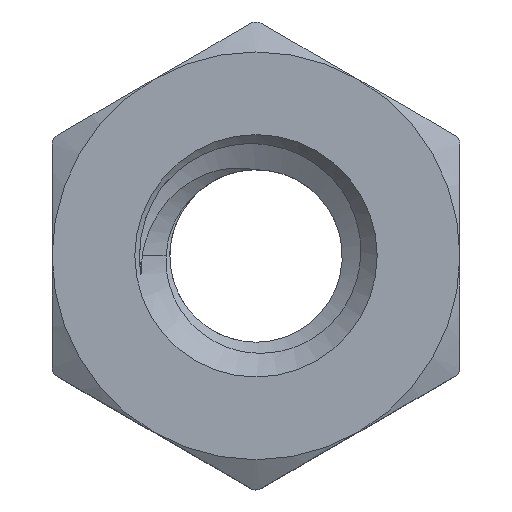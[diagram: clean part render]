
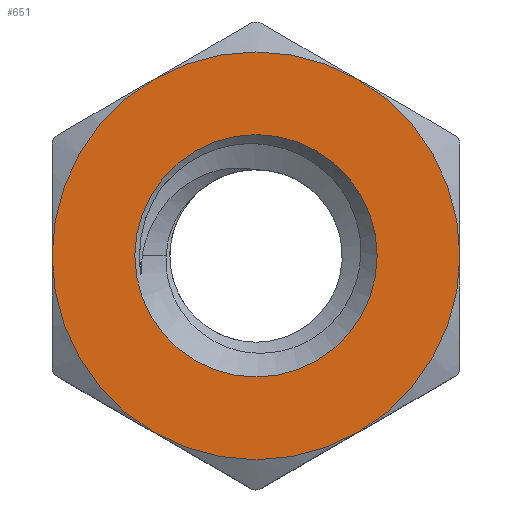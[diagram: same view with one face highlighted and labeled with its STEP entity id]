
A CAD part, top view. The second image highlights one B-rep face of the part: STEP entity #651.
In plain terms, the highlighted planar face has unit normal (0, 0, 1).
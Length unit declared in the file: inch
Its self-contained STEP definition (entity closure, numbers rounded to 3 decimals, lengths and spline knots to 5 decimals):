
#18=FACE_BOUND('',#131,.T.);
#26=PLANE('',#718);
#89=FACE_OUTER_BOUND('',#130,.T.);
#130=EDGE_LOOP('',(#510,#511,#512,#513,#514,#515));
#131=EDGE_LOOP('',(#516));
#159=CIRCLE('',#703,0.13);
#166=CIRCLE('',#719,0.21875);
#167=CIRCLE('',#720,0.21875);
#168=CIRCLE('',#721,0.21875);
#169=CIRCLE('',#722,0.21875);
#170=CIRCLE('',#723,0.21875);
#171=CIRCLE('',#724,0.21875);
#275=VERTEX_POINT('',#1333);
#283=VERTEX_POINT('',#1464);
#289=VERTEX_POINT('',#1489);
#293=VERTEX_POINT('',#1504);
#298=VERTEX_POINT('',#1524);
#303=VERTEX_POINT('',#1544);
#308=VERTEX_POINT('',#1564);
#348=EDGE_CURVE('',#275,#275,#159,.T.);
#394=EDGE_CURVE('',#303,#308,#166,.T.);
#395=EDGE_CURVE('',#308,#283,#167,.T.);
#396=EDGE_CURVE('',#283,#289,#168,.T.);
#397=EDGE_CURVE('',#289,#293,#169,.T.);
#398=EDGE_CURVE('',#293,#298,#170,.T.);
#399=EDGE_CURVE('',#298,#303,#171,.T.);
#510=ORIENTED_EDGE('',*,*,#394,.T.);
#511=ORIENTED_EDGE('',*,*,#395,.T.);
#512=ORIENTED_EDGE('',*,*,#396,.T.);
#513=ORIENTED_EDGE('',*,*,#397,.T.);
#514=ORIENTED_EDGE('',*,*,#398,.T.);
#515=ORIENTED_EDGE('',*,*,#399,.T.);
#516=ORIENTED_EDGE('',*,*,#348,.F.);
#651=ADVANCED_FACE('',(#89,#18),#26,.T.);
#703=AXIS2_PLACEMENT_3D('',#1335,#788,#789);
#718=AXIS2_PLACEMENT_3D('',#1582,#830,#831);
#719=AXIS2_PLACEMENT_3D('',#1583,#832,#833);
#720=AXIS2_PLACEMENT_3D('',#1584,#834,#835);
#721=AXIS2_PLACEMENT_3D('',#1585,#836,#837);
#722=AXIS2_PLACEMENT_3D('',#1586,#838,#839);
#723=AXIS2_PLACEMENT_3D('',#1587,#840,#841);
#724=AXIS2_PLACEMENT_3D('',#1588,#842,#843);
#788=DIRECTION('center_axis',(0.,0.,1.));
#789=DIRECTION('ref_axis',(1.,0.,0.));
#830=DIRECTION('center_axis',(0.,0.,1.));
#831=DIRECTION('ref_axis',(1.,0.,0.));
#832=DIRECTION('center_axis',(0.,0.,1.));
#833=DIRECTION('ref_axis',(1.,0.,0.));
#834=DIRECTION('center_axis',(0.,0.,1.));
#835=DIRECTION('ref_axis',(1.,0.,0.));
#836=DIRECTION('center_axis',(0.,0.,1.));
#837=DIRECTION('ref_axis',(1.,0.,0.));
#838=DIRECTION('center_axis',(0.,0.,1.));
#839=DIRECTION('ref_axis',(1.,0.,0.));
#840=DIRECTION('center_axis',(0.,0.,1.));
#841=DIRECTION('ref_axis',(1.,0.,0.));
#842=DIRECTION('center_axis',(0.,0.,1.));
#843=DIRECTION('ref_axis',(1.,0.,0.));
#1333=CARTESIAN_POINT('',(-0.13,0.,0.10938));
#1335=CARTESIAN_POINT('Origin',(0.,0.,0.10938));
#1464=CARTESIAN_POINT('',(0.10938,0.18944,0.10938));
#1489=CARTESIAN_POINT('',(-0.10938,0.18944,0.10938));
#1504=CARTESIAN_POINT('',(-0.21875,0.,0.10938));
#1524=CARTESIAN_POINT('',(-0.10938,-0.18944,0.10938));
#1544=CARTESIAN_POINT('',(0.10938,-0.18944,0.10938));
#1564=CARTESIAN_POINT('',(0.21875,0.,0.10938));
#1582=CARTESIAN_POINT('Origin',(0.,0.,0.10938));
#1583=CARTESIAN_POINT('Origin',(0.,0.,0.10938));
#1584=CARTESIAN_POINT('Origin',(0.,0.,0.10938));
#1585=CARTESIAN_POINT('Origin',(0.,0.,0.10938));
#1586=CARTESIAN_POINT('Origin',(0.,0.,0.10938));
#1587=CARTESIAN_POINT('Origin',(0.,0.,0.10938));
#1588=CARTESIAN_POINT('Origin',(0.,0.,0.10938));
